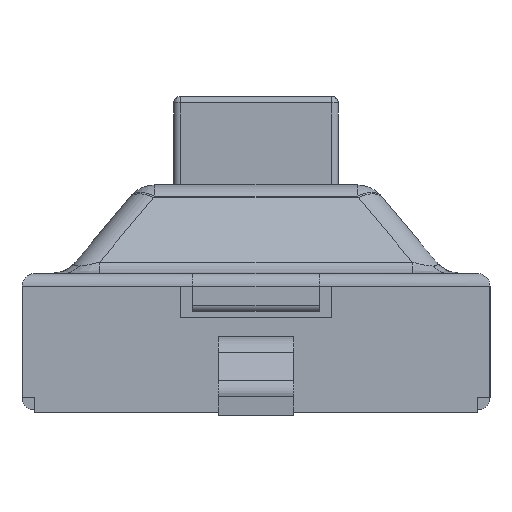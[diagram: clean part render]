
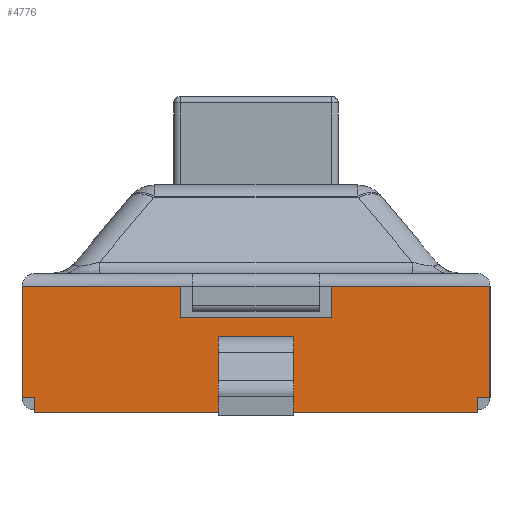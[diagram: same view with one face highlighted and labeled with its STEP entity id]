
A CAD part, left-side view. The second image highlights one B-rep face of the part: STEP entity #4776.
In plain terms, the highlighted planar face has unit normal (-1, 0, 0).
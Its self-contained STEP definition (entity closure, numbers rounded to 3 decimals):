
#8 = ORIENTED_EDGE ( 'NONE', *, *, #5872, .T. ) ;
#16 = LINE ( 'NONE', #2152, #2182 ) ;
#58 = LINE ( 'NONE', #8216, #431 ) ;
#142 = ORIENTED_EDGE ( 'NONE', *, *, #6873, .T. ) ;
#270 = ORIENTED_EDGE ( 'NONE', *, *, #8286, .T. ) ;
#306 = LINE ( 'NONE', #5491, #2222 ) ;
#406 = VERTEX_POINT ( 'NONE', #1284 ) ;
#431 = VECTOR ( 'NONE', #3030, 1000. ) ;
#444 = VECTOR ( 'NONE', #9274, 1000. ) ;
#500 = VECTOR ( 'NONE', #7033, 1000. ) ;
#503 = CARTESIAN_POINT ( 'NONE',  ( -3.025, 1.75, 1.1 ) ) ;
#506 = CARTESIAN_POINT ( 'NONE',  ( -3.025, 1.85, 1. ) ) ;
#540 = CARTESIAN_POINT ( 'NONE',  ( -3.025, 0.3, 0.6 ) ) ;
#676 = EDGE_CURVE ( 'NONE', #8796, #3608, #1268, .T. ) ;
#720 = CARTESIAN_POINT ( 'NONE',  ( -3.025, 1.75, 1.1 ) ) ;
#768 = FACE_BOUND ( 'NONE', #2422, .T. ) ;
#866 = CARTESIAN_POINT ( 'NONE',  ( -3.025, -1.75, 0.12 ) ) ;
#980 = EDGE_CURVE ( 'NONE', #2986, #3572, #5657, .T. ) ;
#1075 = VECTOR ( 'NONE', #1933, 1000. ) ;
#1143 = CARTESIAN_POINT ( 'NONE',  ( -3.025, -1.85, 1. ) ) ;
#1223 = EDGE_CURVE ( 'NONE', #8553, #1799, #5883, .T. ) ;
#1268 = LINE ( 'NONE', #4220, #3964 ) ;
#1284 = CARTESIAN_POINT ( 'NONE',  ( -3.025, -1.75, 0. ) ) ;
#1401 = CARTESIAN_POINT ( 'NONE',  ( -3.025, 0.3, 0.45 ) ) ;
#1423 = VECTOR ( 'NONE', #7000, 1000. ) ;
#1533 = CARTESIAN_POINT ( 'NONE',  ( -3.025, 1.75, 0. ) ) ;
#1590 = CARTESIAN_POINT ( 'NONE',  ( -3.025, 1.75, 0.12 ) ) ;
#1610 = DIRECTION ( 'NONE',  ( 0., 0., 1. ) ) ;
#1615 = CARTESIAN_POINT ( 'NONE',  ( -3.025, -0.6, 1. ) ) ;
#1654 = CARTESIAN_POINT ( 'NONE',  ( -3.025, 0.3, 0.45 ) ) ;
#1785 = VECTOR ( 'NONE', #7779, 1000. ) ;
#1799 = VERTEX_POINT ( 'NONE', #8217 ) ;
#1836 = LINE ( 'NONE', #1401, #1423 ) ;
#1854 = DIRECTION ( 'NONE',  ( 0., 0., 1. ) ) ;
#1933 = DIRECTION ( 'NONE',  ( 0., 0., 1. ) ) ;
#1938 = ORIENTED_EDGE ( 'NONE', *, *, #7270, .F. ) ;
#1989 = CARTESIAN_POINT ( 'NONE',  ( -3.025, 0.6, 0.75 ) ) ;
#2026 = CARTESIAN_POINT ( 'NONE',  ( -3.025, 0.6, 0.75 ) ) ;
#2152 = CARTESIAN_POINT ( 'NONE',  ( -3.025, -0.3, 0.45 ) ) ;
#2182 = VECTOR ( 'NONE', #7973, 1000. ) ;
#2222 = VECTOR ( 'NONE', #1854, 1000. ) ;
#2235 = PLANE ( 'NONE',  #6474 ) ;
#2276 = ORIENTED_EDGE ( 'NONE', *, *, #4126, .F. ) ;
#2422 = EDGE_LOOP ( 'NONE', ( #1938, #2276, #5300, #4949 ) ) ;
#2429 = CARTESIAN_POINT ( 'NONE',  ( -3.025, -0.3, 0.45 ) ) ;
#2449 = LINE ( 'NONE', #4010, #1785 ) ;
#2890 = CARTESIAN_POINT ( 'NONE',  ( -3.025, 1.85, 0.12 ) ) ;
#2895 = DIRECTION ( 'NONE',  ( 0., 0., -1. ) ) ;
#2986 = VERTEX_POINT ( 'NONE', #6018 ) ;
#3030 = DIRECTION ( 'NONE',  ( 0., 0., 1. ) ) ;
#3196 = EDGE_CURVE ( 'NONE', #8553, #406, #9452, .T. ) ;
#3210 = ORIENTED_EDGE ( 'NONE', *, *, #7928, .F. ) ;
#3269 = VECTOR ( 'NONE', #3625, 1000. ) ;
#3295 = EDGE_CURVE ( 'NONE', #8796, #4966, #58, .T. ) ;
#3305 = CARTESIAN_POINT ( 'NONE',  ( -3.025, 0.3, 0.6 ) ) ;
#3333 = VECTOR ( 'NONE', #5701, 1000. ) ;
#3488 = LINE ( 'NONE', #3305, #7396 ) ;
#3512 = DIRECTION ( 'NONE',  ( 0., -1., 0. ) ) ;
#3572 = VERTEX_POINT ( 'NONE', #6732 ) ;
#3608 = VERTEX_POINT ( 'NONE', #1590 ) ;
#3625 = DIRECTION ( 'NONE',  ( 0., 1., 0. ) ) ;
#3765 = VERTEX_POINT ( 'NONE', #4718 ) ;
#3780 = EDGE_CURVE ( 'NONE', #5430, #4503, #5337, .T. ) ;
#3795 = DIRECTION ( 'NONE',  ( 1., 0., 0. ) ) ;
#3964 = VECTOR ( 'NONE', #3512, 1000. ) ;
#4010 = CARTESIAN_POINT ( 'NONE',  ( -3.025, 1.75, 0. ) ) ;
#4071 = CARTESIAN_POINT ( 'NONE',  ( -3.025, 0.3, 0.45 ) ) ;
#4080 = EDGE_CURVE ( 'NONE', #5387, #7537, #3488, .T. ) ;
#4126 = EDGE_CURVE ( 'NONE', #5387, #4767, #1836, .T. ) ;
#4174 = EDGE_CURVE ( 'NONE', #3765, #4966, #6414, .T. ) ;
#4209 = CARTESIAN_POINT ( 'NONE',  ( -3.025, -1.75, 0.12 ) ) ;
#4220 = CARTESIAN_POINT ( 'NONE',  ( -3.025, 1.75, 0.12 ) ) ;
#4336 = ORIENTED_EDGE ( 'NONE', *, *, #4174, .T. ) ;
#4348 = DIRECTION ( 'NONE',  ( 0., -1., 0. ) ) ;
#4503 = VERTEX_POINT ( 'NONE', #1615 ) ;
#4717 = VECTOR ( 'NONE', #1610, 1000. ) ;
#4718 = CARTESIAN_POINT ( 'NONE',  ( -3.025, 0.6, 1. ) ) ;
#4767 = VERTEX_POINT ( 'NONE', #1654 ) ;
#4776 = ADVANCED_FACE ( 'NONE', ( #768, #8052 ), #2235, .F. ) ;
#4949 = ORIENTED_EDGE ( 'NONE', *, *, #5187, .T. ) ;
#4966 = VERTEX_POINT ( 'NONE', #8616 ) ;
#5075 = ORIENTED_EDGE ( 'NONE', *, *, #1223, .T. ) ;
#5187 = EDGE_CURVE ( 'NONE', #7537, #9462, #16, .T. ) ;
#5225 = EDGE_LOOP ( 'NONE', ( #270, #5584, #3210, #7687, #7430, #4336, #9054, #9344, #8, #142, #7663, #5075 ) ) ;
#5300 = ORIENTED_EDGE ( 'NONE', *, *, #4080, .T. ) ;
#5337 = LINE ( 'NONE', #8375, #7235 ) ;
#5387 = VERTEX_POINT ( 'NONE', #540 ) ;
#5430 = VERTEX_POINT ( 'NONE', #1143 ) ;
#5491 = CARTESIAN_POINT ( 'NONE',  ( -3.025, -1.85, 0.12 ) ) ;
#5584 = ORIENTED_EDGE ( 'NONE', *, *, #3780, .T. ) ;
#5643 = EDGE_CURVE ( 'NONE', #2986, #3765, #7175, .T. ) ;
#5657 = LINE ( 'NONE', #1989, #3333 ) ;
#5666 = DIRECTION ( 'NONE',  ( 0., 0., -1. ) ) ;
#5701 = DIRECTION ( 'NONE',  ( 0., -1., 0. ) ) ;
#5872 = EDGE_CURVE ( 'NONE', #3608, #6155, #8664, .T. ) ;
#5883 = LINE ( 'NONE', #866, #6387 ) ;
#6018 = CARTESIAN_POINT ( 'NONE',  ( -3.025, 0.6, 0.75 ) ) ;
#6155 = VERTEX_POINT ( 'NONE', #1533 ) ;
#6248 = CARTESIAN_POINT ( 'NONE',  ( -3.025, -0.3, 0.6 ) ) ;
#6302 = LINE ( 'NONE', #4071, #500 ) ;
#6387 = VECTOR ( 'NONE', #9566, 1000. ) ;
#6414 = LINE ( 'NONE', #506, #3269 ) ;
#6474 = AXIS2_PLACEMENT_3D ( 'NONE', #720, #3795, #2895 ) ;
#6666 = CARTESIAN_POINT ( 'NONE',  ( -3.025, -0.6, 0.75 ) ) ;
#6732 = CARTESIAN_POINT ( 'NONE',  ( -3.025, -0.6, 0.75 ) ) ;
#6873 = EDGE_CURVE ( 'NONE', #6155, #406, #2449, .T. ) ;
#7000 = DIRECTION ( 'NONE',  ( 0., 0., -1. ) ) ;
#7033 = DIRECTION ( 'NONE',  ( 0., -1., 0. ) ) ;
#7175 = LINE ( 'NONE', #2026, #1075 ) ;
#7235 = VECTOR ( 'NONE', #9047, 1000. ) ;
#7270 = EDGE_CURVE ( 'NONE', #4767, #9462, #6302, .T. ) ;
#7396 = VECTOR ( 'NONE', #4348, 1000. ) ;
#7430 = ORIENTED_EDGE ( 'NONE', *, *, #5643, .T. ) ;
#7537 = VERTEX_POINT ( 'NONE', #6248 ) ;
#7663 = ORIENTED_EDGE ( 'NONE', *, *, #3196, .F. ) ;
#7687 = ORIENTED_EDGE ( 'NONE', *, *, #980, .F. ) ;
#7779 = DIRECTION ( 'NONE',  ( 0., -1., 0. ) ) ;
#7928 = EDGE_CURVE ( 'NONE', #3572, #4503, #8202, .T. ) ;
#7966 = CARTESIAN_POINT ( 'NONE',  ( -3.025, -1.75, 1.1 ) ) ;
#7973 = DIRECTION ( 'NONE',  ( 0., 0., -1. ) ) ;
#8052 = FACE_OUTER_BOUND ( 'NONE', #5225, .T. ) ;
#8202 = LINE ( 'NONE', #6666, #4717 ) ;
#8216 = CARTESIAN_POINT ( 'NONE',  ( -3.025, 1.85, 0.12 ) ) ;
#8217 = CARTESIAN_POINT ( 'NONE',  ( -3.025, -1.85, 0.12 ) ) ;
#8286 = EDGE_CURVE ( 'NONE', #1799, #5430, #306, .T. ) ;
#8375 = CARTESIAN_POINT ( 'NONE',  ( -3.025, -0.5, 1. ) ) ;
#8477 = VECTOR ( 'NONE', #5666, 1000. ) ;
#8553 = VERTEX_POINT ( 'NONE', #4209 ) ;
#8616 = CARTESIAN_POINT ( 'NONE',  ( -3.025, 1.85, 1. ) ) ;
#8664 = LINE ( 'NONE', #503, #444 ) ;
#8796 = VERTEX_POINT ( 'NONE', #2890 ) ;
#9047 = DIRECTION ( 'NONE',  ( 0., 1., 0. ) ) ;
#9054 = ORIENTED_EDGE ( 'NONE', *, *, #3295, .F. ) ;
#9274 = DIRECTION ( 'NONE',  ( 0., 0., -1. ) ) ;
#9344 = ORIENTED_EDGE ( 'NONE', *, *, #676, .T. ) ;
#9452 = LINE ( 'NONE', #7966, #8477 ) ;
#9462 = VERTEX_POINT ( 'NONE', #2429 ) ;
#9566 = DIRECTION ( 'NONE',  ( 0., -1., 0. ) ) ;
